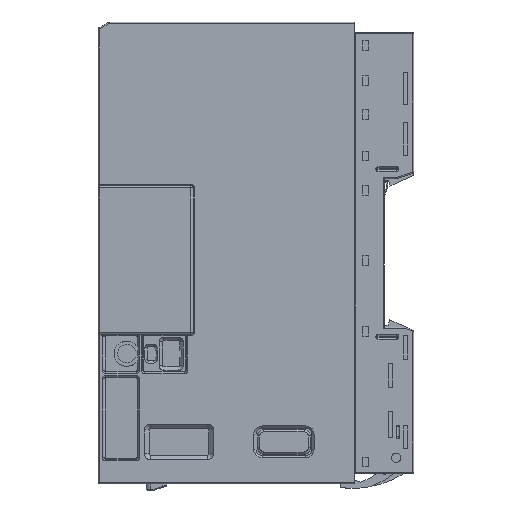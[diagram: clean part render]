
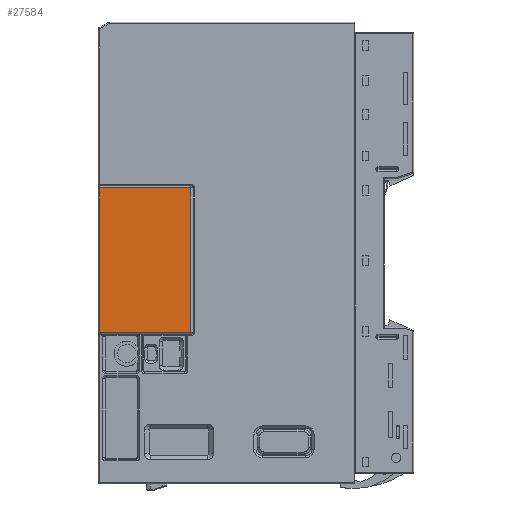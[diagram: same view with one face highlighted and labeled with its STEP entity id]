
A CAD part, left-side view. The second image highlights one B-rep face of the part: STEP entity #27584.
In plain terms, the highlighted planar face has unit normal (-1, 0, 0).
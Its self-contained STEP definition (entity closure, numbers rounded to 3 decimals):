
#2621=DIRECTION('',(0.,0.,-1.));
#2622=VECTOR('',#2621,34.35);
#2623=CARTESIAN_POINT('',(-17.,75.8,15.471));
#2624=LINE('',#2623,#2622);
#4539=DIRECTION('',(0.,-1.,0.));
#4540=VECTOR('',#4539,21.75);
#4541=CARTESIAN_POINT('',(-17.,75.8,-18.879));
#4542=LINE('',#4541,#4540);
#4551=DIRECTION('',(0.,1.,0.));
#4552=VECTOR('',#4551,21.75);
#4553=CARTESIAN_POINT('',(-17.,54.05,15.471));
#4554=LINE('',#4553,#4552);
#4574=DIRECTION('',(0.,0.,1.));
#4575=VECTOR('',#4574,34.35);
#4576=CARTESIAN_POINT('',(-17.,54.05,-18.879));
#4577=LINE('',#4576,#4575);
#18477=CARTESIAN_POINT('',(-17.,75.8,-18.879));
#18478=VERTEX_POINT('',#18477);
#18479=CARTESIAN_POINT('',(-17.,75.8,15.471));
#18480=VERTEX_POINT('',#18479);
#18981=CARTESIAN_POINT('',(-17.,54.05,-18.879));
#18982=VERTEX_POINT('',#18981);
#18983=CARTESIAN_POINT('',(-17.,54.05,15.471));
#18984=VERTEX_POINT('',#18983);
#27571=CARTESIAN_POINT('',(-17.,21.5,-0.001));
#27572=DIRECTION('',(-1.,0.,0.));
#27573=DIRECTION('',(0.,0.,1.));
#27574=AXIS2_PLACEMENT_3D('',#27571,#27572,#27573);
#27575=PLANE('',#27574);
#27577=ORIENTED_EDGE('',*,*,#27576,.F.);
#27579=ORIENTED_EDGE('',*,*,#27578,.F.);
#27580=ORIENTED_EDGE('',*,*,#27563,.F.);
#27581=ORIENTED_EDGE('',*,*,#24556,.F.);
#27582=EDGE_LOOP('',(#27577,#27579,#27580,#27581));
#27583=FACE_OUTER_BOUND('',#27582,.F.);
#27584=ADVANCED_FACE('',(#27583),#27575,.T.);
#24556=EDGE_CURVE('',#18480,#18478,#2624,.T.);
#27563=EDGE_CURVE('',#18478,#18982,#4542,.T.);
#27576=EDGE_CURVE('',#18984,#18480,#4554,.T.);
#27578=EDGE_CURVE('',#18982,#18984,#4577,.T.);
